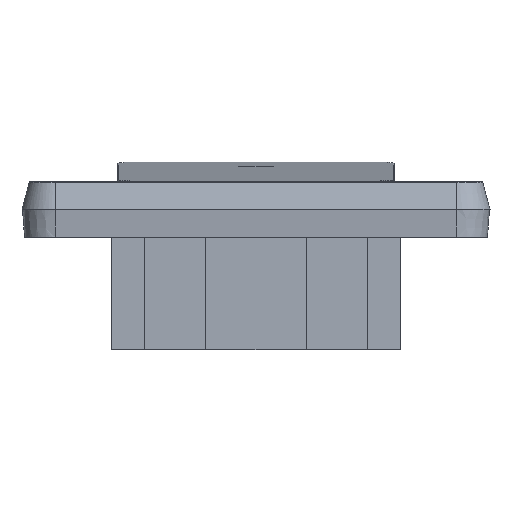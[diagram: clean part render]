
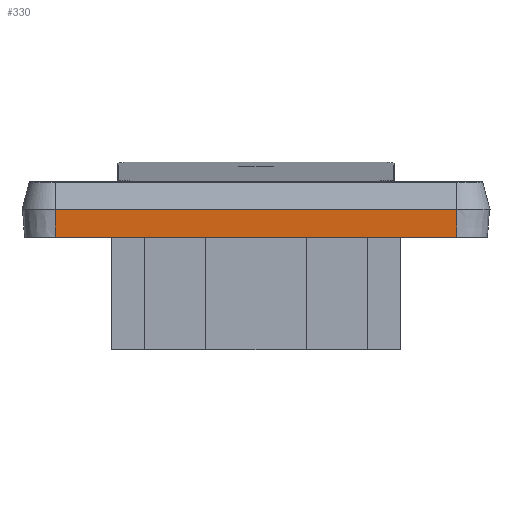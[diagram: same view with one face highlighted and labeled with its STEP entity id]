
A CAD part, front view. The second image highlights one B-rep face of the part: STEP entity #330.
In plain terms, the highlighted planar face has unit normal (0, -0.998, -0.07).
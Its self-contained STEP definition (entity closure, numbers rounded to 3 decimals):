
#247 = EDGE_CURVE ( 'NONE', #453, #839, #3539, .T. ) ;
#330 = ADVANCED_FACE ( 'NONE', ( #1000 ), #1427, .T. ) ;
#335 = B_SPLINE_CURVE_WITH_KNOTS ( 'NONE', 3,
 ( #602, #4035, #5337, #1475 ),
 .UNSPECIFIED., .F., .F.,
 ( 4, 4 ),
 ( 0., 1. ),
 .UNSPECIFIED. ) ;
#393 = CARTESIAN_POINT ( 'NONE',  ( -36., -41.9, 5. ) ) ;
#394 = AXIS2_PLACEMENT_3D ( 'NONE', #1453, #1902, #2709 ) ;
#417 = ORIENTED_EDGE ( 'NONE', *, *, #4972, .F. ) ;
#453 = VERTEX_POINT ( 'NONE', #2042 ) ;
#515 = CARTESIAN_POINT ( 'NONE',  ( 36., -41.55, 0. ) ) ;
#581 = EDGE_LOOP ( 'NONE', ( #417, #3598, #1875, #3107 ) ) ;
#602 = CARTESIAN_POINT ( 'NONE',  ( -36., -41.9, 5. ) ) ;
#839 = VERTEX_POINT ( 'NONE', #4712 ) ;
#1000 = FACE_OUTER_BOUND ( 'NONE', #581, .T. ) ;
#1427 = PLANE ( 'NONE',  #394 ) ;
#1453 = CARTESIAN_POINT ( 'NONE',  ( 0., -41.9, 5. ) ) ;
#1475 = CARTESIAN_POINT ( 'NONE',  ( 36., -41.9, 5. ) ) ;
#1702 = CARTESIAN_POINT ( 'NONE',  ( -36., -41.55, 0. ) ) ;
#1727 = EDGE_CURVE ( 'NONE', #2402, #4135, #5406, .T. ) ;
#1757 = CARTESIAN_POINT ( 'NONE',  ( -12., -41.55, 0. ) ) ;
#1875 = ORIENTED_EDGE ( 'NONE', *, *, #2861, .T. ) ;
#1902 = DIRECTION ( 'NONE',  ( 0., -0.998, -0.07 ) ) ;
#2042 = CARTESIAN_POINT ( 'NONE',  ( 36., -41.9, 5. ) ) ;
#2309 = B_SPLINE_CURVE_WITH_KNOTS ( 'NONE', 3,
 ( #1702, #1757, #3466, #5559 ),
 .UNSPECIFIED., .F., .F.,
 ( 4, 4 ),
 ( 0., 1. ),
 .UNSPECIFIED. ) ;
#2402 = VERTEX_POINT ( 'NONE', #393 ) ;
#2709 = DIRECTION ( 'NONE',  ( 0., 0.07, -0.998 ) ) ;
#2861 = EDGE_CURVE ( 'NONE', #4135, #839, #2309, .T. ) ;
#3107 = ORIENTED_EDGE ( 'NONE', *, *, #247, .F. ) ;
#3205 = CARTESIAN_POINT ( 'NONE',  ( 36., -41.9, 5. ) ) ;
#3466 = CARTESIAN_POINT ( 'NONE',  ( 12., -41.55, 0. ) ) ;
#3539 = B_SPLINE_CURVE_WITH_KNOTS ( 'NONE', 3,
 ( #3205, #4935, #4372, #515 ),
 .UNSPECIFIED., .F., .F.,
 ( 4, 4 ),
 ( 0., 1. ),
 .UNSPECIFIED. ) ;
#3598 = ORIENTED_EDGE ( 'NONE', *, *, #1727, .T. ) ;
#3814 = CARTESIAN_POINT ( 'NONE',  ( -36., -41.783, 3.333 ) ) ;
#3899 = CARTESIAN_POINT ( 'NONE',  ( -36., -41.55, 0. ) ) ;
#4035 = CARTESIAN_POINT ( 'NONE',  ( -12., -41.9, 5. ) ) ;
#4086 = CARTESIAN_POINT ( 'NONE',  ( -36., -41.55, 0. ) ) ;
#4135 = VERTEX_POINT ( 'NONE', #4086 ) ;
#4372 = CARTESIAN_POINT ( 'NONE',  ( 36., -41.667, 1.667 ) ) ;
#4692 = CARTESIAN_POINT ( 'NONE',  ( -36., -41.9, 5. ) ) ;
#4712 = CARTESIAN_POINT ( 'NONE',  ( 36., -41.55, 0. ) ) ;
#4935 = CARTESIAN_POINT ( 'NONE',  ( 36., -41.783, 3.333 ) ) ;
#4972 = EDGE_CURVE ( 'NONE', #2402, #453, #335, .T. ) ;
#5176 = CARTESIAN_POINT ( 'NONE',  ( -36., -41.667, 1.667 ) ) ;
#5337 = CARTESIAN_POINT ( 'NONE',  ( 12., -41.9, 5. ) ) ;
#5406 = B_SPLINE_CURVE_WITH_KNOTS ( 'NONE', 3,
 ( #4692, #3814, #5176, #3899 ),
 .UNSPECIFIED., .F., .F.,
 ( 4, 4 ),
 ( 0., 1. ),
 .UNSPECIFIED. ) ;
#5559 = CARTESIAN_POINT ( 'NONE',  ( 36., -41.55, 0. ) ) ;
